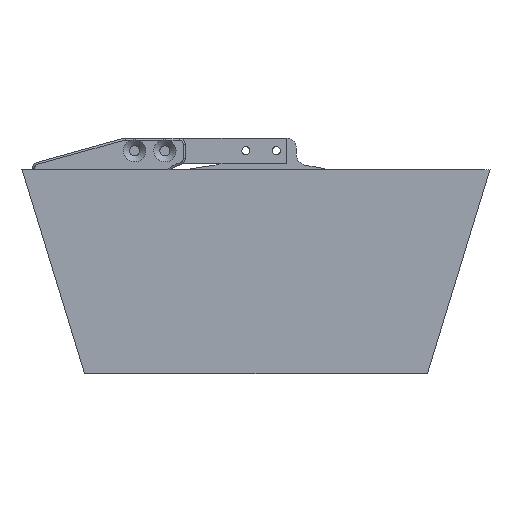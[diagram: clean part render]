
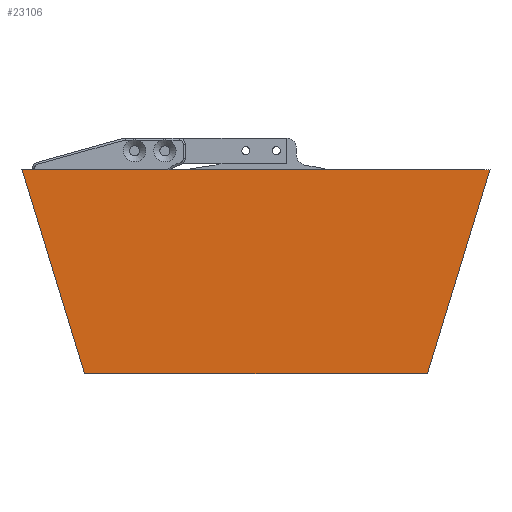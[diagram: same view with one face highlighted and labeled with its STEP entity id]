
A CAD part, front view. The second image highlights one B-rep face of the part: STEP entity #23106.
In plain terms, the highlighted planar face has unit normal (0, -1, 0).
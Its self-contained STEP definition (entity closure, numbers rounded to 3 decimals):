
#1255=PLANE('',#24441);
#2010=FACE_OUTER_BOUND('',#3153,.T.);
#3153=EDGE_LOOP('',(#15795,#15796,#15797,#15798));
#4539=LINE('',#32354,#6754);
#4540=LINE('',#32356,#6755);
#4541=LINE('',#32358,#6756);
#4542=LINE('',#32359,#6757);
#6754=VECTOR('',#26375,10.);
#6755=VECTOR('',#26376,10.);
#6756=VECTOR('',#26377,10.);
#6757=VECTOR('',#26378,10.);
#9657=VERTEX_POINT('',#32352);
#9658=VERTEX_POINT('',#32353);
#9659=VERTEX_POINT('',#32355);
#9660=VERTEX_POINT('',#32357);
#12242=EDGE_CURVE('',#9657,#9658,#4539,.T.);
#12243=EDGE_CURVE('',#9658,#9659,#4540,.T.);
#12244=EDGE_CURVE('',#9659,#9660,#4541,.T.);
#12245=EDGE_CURVE('',#9660,#9657,#4542,.T.);
#15795=ORIENTED_EDGE('',*,*,#12242,.T.);
#15796=ORIENTED_EDGE('',*,*,#12243,.T.);
#15797=ORIENTED_EDGE('',*,*,#12244,.T.);
#15798=ORIENTED_EDGE('',*,*,#12245,.T.);
#23106=ADVANCED_FACE('',(#2010),#1255,.T.);
#24441=AXIS2_PLACEMENT_3D('',#32351,#26373,#26374);
#26373=DIRECTION('center_axis',(0.,-1.,0.));
#26374=DIRECTION('ref_axis',(0.,0.,-1.));
#26375=DIRECTION('',(-1.,0.,0.));
#26376=DIRECTION('',(0.293,0.,-0.956));
#26377=DIRECTION('',(1.,0.,0.));
#26378=DIRECTION('',(0.293,0.,0.956));
#32351=CARTESIAN_POINT('Origin',(0.,-3.,-1.5));
#32352=CARTESIAN_POINT('',(115.637,-3.,49.));
#32353=CARTESIAN_POINT('',(-115.637,-3.,49.));
#32354=CARTESIAN_POINT('',(-112.5,-3.,49.));
#32355=CARTESIAN_POINT('',(-84.719,-3.,-52.));
#32356=CARTESIAN_POINT('',(-84.719,-3.,-52.));
#32357=CARTESIAN_POINT('',(84.719,-3.,-52.));
#32358=CARTESIAN_POINT('',(-84.719,-3.,-52.));
#32359=CARTESIAN_POINT('',(84.719,-3.,-52.));
